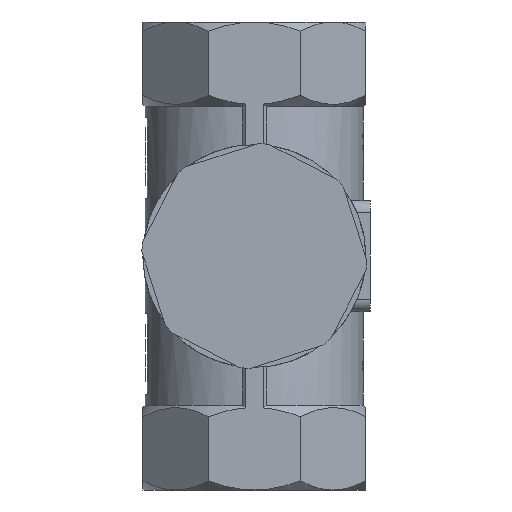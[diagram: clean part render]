
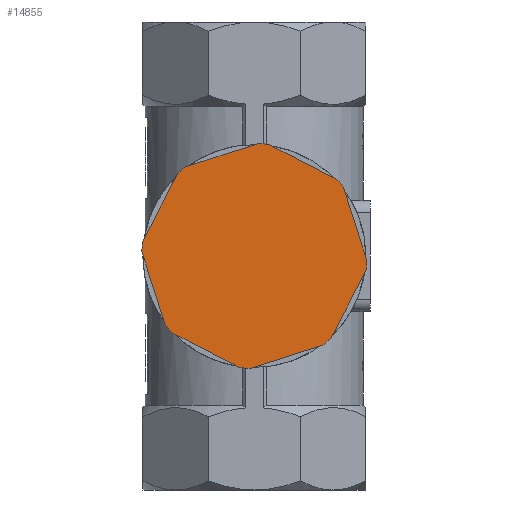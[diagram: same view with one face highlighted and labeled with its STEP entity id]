
A CAD part, front view. The second image highlights one B-rep face of the part: STEP entity #14855.
In plain terms, the highlighted planar face has unit normal (0, -1, 0).
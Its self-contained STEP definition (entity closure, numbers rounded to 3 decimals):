
#14282=DIRECTION('',(-0.305,0.,0.952));
#14283=VECTOR('',#14282,17.146);
#14284=CARTESIAN_POINT('',(1.779,-53.273,
104.074));
#14285=LINE('',#14284,#14283);
#14286=CARTESIAN_POINT('',(-23.454,-53.273,105.));
#14287=DIRECTION('',(0.,-1.,0.));
#14288=DIRECTION('',(0.992,0.,-0.129));
#14289=AXIS2_PLACEMENT_3D('',#14286,#14287,#14288);
#14291=DIRECTION('',(0.458,0.,0.889));
#14292=VECTOR('',#14291,17.146);
#14293=CARTESIAN_POINT('',(-6.266,-53.273,
86.503));
#14294=LINE('',#14293,#14292);
#14295=CARTESIAN_POINT('',(-23.454,-53.273,105.));
#14296=DIRECTION('',(0.,-1.,0.));
#14297=DIRECTION('',(0.61,0.,-0.792));
#14298=AXIS2_PLACEMENT_3D('',#14295,#14296,#14297);
#14300=DIRECTION('',(0.952,0.,0.305));
#14301=VECTOR('',#14300,17.146);
#14302=CARTESIAN_POINT('',(-24.38,-53.273,
79.767));
#14303=LINE('',#14302,#14301);
#14304=CARTESIAN_POINT('',(-23.454,-53.273,105.));
#14305=DIRECTION('',(0.,-1.,0.));
#14306=DIRECTION('',(-0.129,0.,-0.992));
#14307=AXIS2_PLACEMENT_3D('',#14304,#14305,#14306);
#14309=DIRECTION('',(0.889,0.,-0.458));
#14310=VECTOR('',#14309,17.146);
#14311=CARTESIAN_POINT('',(-41.951,-53.273,
87.813));
#14312=LINE('',#14311,#14310);
#14313=CARTESIAN_POINT('',(-23.454,-53.273,105.));
#14314=DIRECTION('',(0.,-1.,0.));
#14315=DIRECTION('',(-0.792,0.,-0.61));
#14316=AXIS2_PLACEMENT_3D('',#14313,#14314,#14315);
#14318=DIRECTION('',(0.305,0.,-0.952));
#14319=VECTOR('',#14318,17.146);
#14320=CARTESIAN_POINT('',(-48.687,-53.273,
105.926));
#14321=LINE('',#14320,#14319);
#14322=CARTESIAN_POINT('',(-23.454,-53.273,105.));
#14323=DIRECTION('',(0.,-1.,0.));
#14324=DIRECTION('',(-0.992,0.,0.129));
#14325=AXIS2_PLACEMENT_3D('',#14322,#14323,#14324);
#14327=DIRECTION('',(-0.458,0.,-0.889));
#14328=VECTOR('',#14327,17.146);
#14329=CARTESIAN_POINT('',(-40.641,-53.273,
123.497));
#14330=LINE('',#14329,#14328);
#14331=CARTESIAN_POINT('',(-23.454,-53.273,105.));
#14332=DIRECTION('',(0.,-1.,0.));
#14333=DIRECTION('',(-0.61,0.,0.792));
#14334=AXIS2_PLACEMENT_3D('',#14331,#14332,#14333);
#14336=DIRECTION('',(-0.952,0.,-0.305));
#14337=VECTOR('',#14336,17.146);
#14338=CARTESIAN_POINT('',(-22.527,-53.273,
130.233));
#14339=LINE('',#14338,#14337);
#14340=CARTESIAN_POINT('',(-23.454,-53.273,105.));
#14341=DIRECTION('',(0.,-1.,0.));
#14342=DIRECTION('',(0.129,0.,0.992));
#14343=AXIS2_PLACEMENT_3D('',#14340,#14341,#14342);
#14345=DIRECTION('',(-0.889,0.,0.458));
#14346=VECTOR('',#14345,17.146);
#14347=CARTESIAN_POINT('',(-4.956,-53.273,
122.187));
#14348=LINE('',#14347,#14346);
#14349=CARTESIAN_POINT('',(-23.454,-53.273,105.));
#14350=DIRECTION('',(0.,-1.,0.));
#14351=DIRECTION('',(0.792,0.,0.61));
#14352=AXIS2_PLACEMENT_3D('',#14349,#14350,#14351);
#14700=CARTESIAN_POINT('',(-48.493,-53.273,
108.254));
#14702=VERTEX_POINT('',#14700);
#14704=CARTESIAN_POINT('',(-48.687,-53.273,
105.926));
#14705=CARTESIAN_POINT('',(-43.461,-53.273,
89.596));
#14706=VERTEX_POINT('',#14704);
#14707=VERTEX_POINT('',#14705);
#14714=CARTESIAN_POINT('',(-40.641,-53.273,
123.497));
#14715=VERTEX_POINT('',#14714);
#14720=CARTESIAN_POINT('',(-3.447,-53.273,
120.404));
#14721=CARTESIAN_POINT('',(-4.956,-53.273,
122.187));
#14722=VERTEX_POINT('',#14720);
#14723=VERTEX_POINT('',#14721);
#14734=CARTESIAN_POINT('',(-20.199,-53.273,
130.039));
#14735=CARTESIAN_POINT('',(-22.527,-53.273,
130.233));
#14736=VERTEX_POINT('',#14734);
#14737=VERTEX_POINT('',#14735);
#14743=CARTESIAN_POINT('',(-24.38,-53.273,
79.767));
#14745=VERTEX_POINT('',#14743);
#14746=CARTESIAN_POINT('',(-38.858,-53.273,
125.007));
#14747=VERTEX_POINT('',#14746);
#14755=CARTESIAN_POINT('',(-41.951,-53.273,
87.813));
#14757=VERTEX_POINT('',#14755);
#14784=CARTESIAN_POINT('',(-26.708,-53.273,
79.961));
#14785=VERTEX_POINT('',#14784);
#14796=CARTESIAN_POINT('',(-8.049,-53.273,
84.993));
#14797=CARTESIAN_POINT('',(-6.266,-53.273,
86.503));
#14798=VERTEX_POINT('',#14796);
#14799=VERTEX_POINT('',#14797);
#14802=CARTESIAN_POINT('',(1.586,-53.273,
101.746));
#14803=CARTESIAN_POINT('',(1.779,-53.273,
104.074));
#14804=VERTEX_POINT('',#14802);
#14805=VERTEX_POINT('',#14803);
#14816=CARTESIAN_POINT('',(21538.556,-53.273,
-77369.052));
#14817=DIRECTION('',(0.,-1.,0.));
#14818=DIRECTION('',(0.963,0.,0.268));
#14819=AXIS2_PLACEMENT_3D('',#14816,#14817,#14818);
#14820=PLANE('',#14819);
#14822=ORIENTED_EDGE('',*,*,#14821,.F.);
#14824=ORIENTED_EDGE('',*,*,#14823,.F.);
#14826=ORIENTED_EDGE('',*,*,#14825,.F.);
#14828=ORIENTED_EDGE('',*,*,#14827,.F.);
#14830=ORIENTED_EDGE('',*,*,#14829,.F.);
#14832=ORIENTED_EDGE('',*,*,#14831,.F.);
#14834=ORIENTED_EDGE('',*,*,#14833,.F.);
#14836=ORIENTED_EDGE('',*,*,#14835,.F.);
#14838=ORIENTED_EDGE('',*,*,#14837,.F.);
#14840=ORIENTED_EDGE('',*,*,#14839,.F.);
#14842=ORIENTED_EDGE('',*,*,#14841,.F.);
#14844=ORIENTED_EDGE('',*,*,#14843,.F.);
#14846=ORIENTED_EDGE('',*,*,#14845,.F.);
#14848=ORIENTED_EDGE('',*,*,#14847,.F.);
#14850=ORIENTED_EDGE('',*,*,#14849,.F.);
#14852=ORIENTED_EDGE('',*,*,#14851,.F.);
#14853=EDGE_LOOP('',(#14822,#14824,#14826,#14828,#14830,#14832,#14834,#14836,
#14838,#14840,#14842,#14844,#14846,#14848,#14850,#14852));
#14854=FACE_OUTER_BOUND('',#14853,.F.);
#14855=ADVANCED_FACE('',(#14854),#14820,.T.);
#14290=CIRCLE('',#14289,25.25);
#14299=CIRCLE('',#14298,25.25);
#14308=CIRCLE('',#14307,25.25);
#14317=CIRCLE('',#14316,25.25);
#14326=CIRCLE('',#14325,25.25);
#14335=CIRCLE('',#14334,25.25);
#14344=CIRCLE('',#14343,25.25);
#14353=CIRCLE('',#14352,25.25);
#14821=EDGE_CURVE('',#14805,#14722,#14285,.T.);
#14823=EDGE_CURVE('',#14804,#14805,#14290,.T.);
#14825=EDGE_CURVE('',#14799,#14804,#14294,.T.);
#14827=EDGE_CURVE('',#14798,#14799,#14299,.T.);
#14829=EDGE_CURVE('',#14745,#14798,#14303,.T.);
#14831=EDGE_CURVE('',#14785,#14745,#14308,.T.);
#14833=EDGE_CURVE('',#14757,#14785,#14312,.T.);
#14835=EDGE_CURVE('',#14707,#14757,#14317,.T.);
#14837=EDGE_CURVE('',#14706,#14707,#14321,.T.);
#14839=EDGE_CURVE('',#14702,#14706,#14326,.T.);
#14841=EDGE_CURVE('',#14715,#14702,#14330,.T.);
#14843=EDGE_CURVE('',#14747,#14715,#14335,.T.);
#14845=EDGE_CURVE('',#14737,#14747,#14339,.T.);
#14847=EDGE_CURVE('',#14736,#14737,#14344,.T.);
#14849=EDGE_CURVE('',#14723,#14736,#14348,.T.);
#14851=EDGE_CURVE('',#14722,#14723,#14353,.T.);
